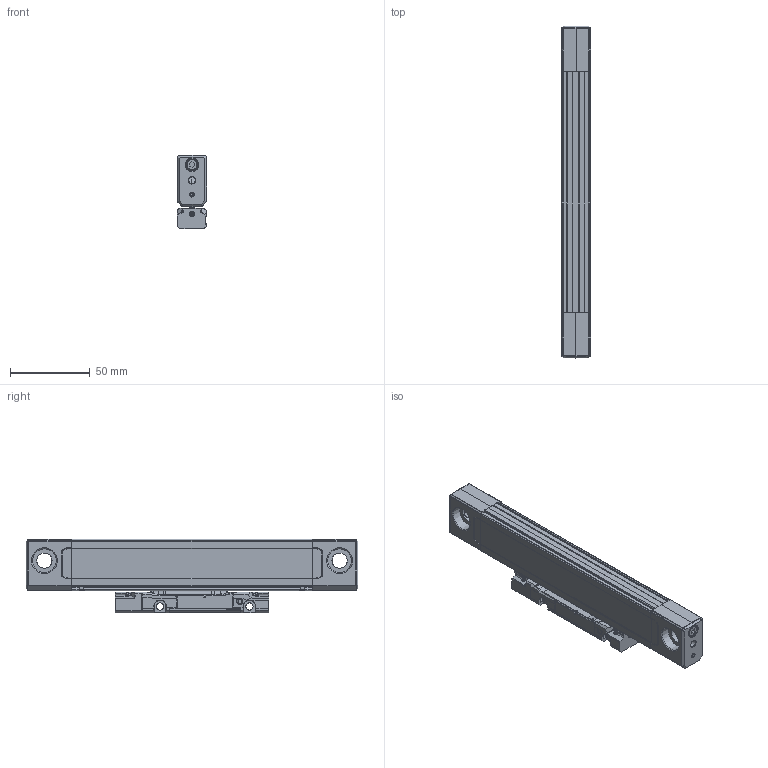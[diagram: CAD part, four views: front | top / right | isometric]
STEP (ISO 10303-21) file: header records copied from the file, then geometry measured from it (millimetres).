
FILE_DESCRIPTION(/* description */ (''),/* implementation_level */ '2;1');
FILE_NAME(/* name */ 'FN100A007_C____FORTiS SYSTEM.stp',/* time_stamp */ '2020-12-07T11:27:15+00:00',/* author */ (''),/* organization */ (''),/* preprocessor_version */ 'ST-DEVELOPER v16.7',/* originating_system */ 'SIEMENS PLM Software NX 1942',/* authorisation */ '');
FILE_SCHEMA (('AUTOMOTIVE_DESIGN { 1 0 10303 214 3 1 1 1 }'));
Products named in the file (1): 1119034-A
Bounding box: 18.25 x 208 x 46.2 mm (x, y, z)
Volume: 73830.5 mm3; surface area: 69448.8 mm2
Topology: 110 solids, 110 shells, 4167 faces, 10376 edges, 6477 vertices
Faces by surface type: plane 2193, cylinder 1006, bspline 397, cone 187, extrusion 179, sphere 103, torus 102
Full cylindrical faces by diameter (mm): 0.8 x6, 1.5 x4, 1.6 x12, 1.7 x1, 2 x2, 2.36 x2, 2.438 x2, 2.5 x2, 2.515 x1, 2.6 x3, 2.874 x1, 3 x3, 3.4 x2, 3.556 x2, 3.8 x4, 4 x6, 4.3 x2, 4.5 x4, 7 x4, 8.68 x2, 9.75 x2, 10.1 x1, 11.1 x1, 11.3 x1
Entity records: 146995 total; most frequent: CARTESIAN_POINT 44151, ORIENTED_EDGE 20148, DIRECTION 17799, EDGE_CURVE 10074, VECTOR 6475, VERTEX_POINT 6425, LINE 6296, AXIS2_PLACEMENT_3D 5662
